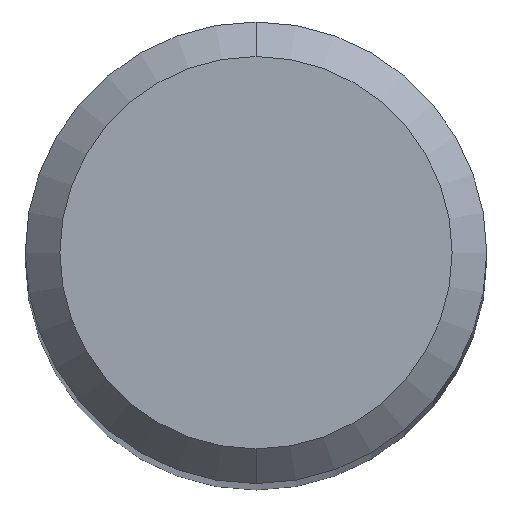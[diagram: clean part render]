
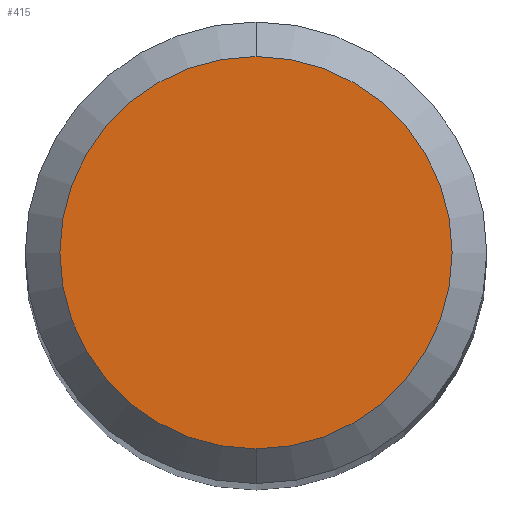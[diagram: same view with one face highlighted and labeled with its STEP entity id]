
A CAD part, top view. The second image highlights one B-rep face of the part: STEP entity #415.
In plain terms, the highlighted planar face has unit normal (0, 0, 1).
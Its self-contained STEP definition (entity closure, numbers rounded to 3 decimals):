
#415=ADVANCED_FACE('',(#1100),#1101,.T.);
#497=EDGE_CURVE('',#717,#697,#1189,.T.);
#697=VERTEX_POINT('',#1405);
#717=VERTEX_POINT('',#1426);
#737=EDGE_CURVE('',#697,#717,#1446,.T.);
#1100=FACE_OUTER_BOUND('',#2164,.T.);
#1101=PLANE('',#2165);
#1189=CIRCLE('',#2811,1.7);
#1405=CARTESIAN_POINT('',(0.0,1.7,0.0));
#1426=CARTESIAN_POINT('',(0.,-1.7,0.0));
#1446=CIRCLE('',#4022,1.7);
#2164=EDGE_LOOP('',(#5634,#5635));
#2165=AXIS2_PLACEMENT_3D('',#5636,#5637,#5638);
#2811=AXIS2_PLACEMENT_3D('',#5705,#5706,#5707);
#4022=AXIS2_PLACEMENT_3D('',#5961,#5962,#5963);
#5634=ORIENTED_EDGE('',*,*,#737,.F.);
#5635=ORIENTED_EDGE('',*,*,#497,.F.);
#5636=CARTESIAN_POINT('',(0.0,0.85,0.0));
#5637=DIRECTION('',(-0.0,0.0,1.0));
#5638=DIRECTION('',(0.0,-1.0,0.0));
#5705=CARTESIAN_POINT('',(0.0,0.0,0.0));
#5706=DIRECTION('',(0.0,0.0,-1.0));
#5707=DIRECTION('',(0.0,1.0,0.0));
#5961=CARTESIAN_POINT('',(0.0,0.0,0.0));
#5962=DIRECTION('',(0.0,0.0,-1.0));
#5963=DIRECTION('',(0.0,1.0,0.0));
